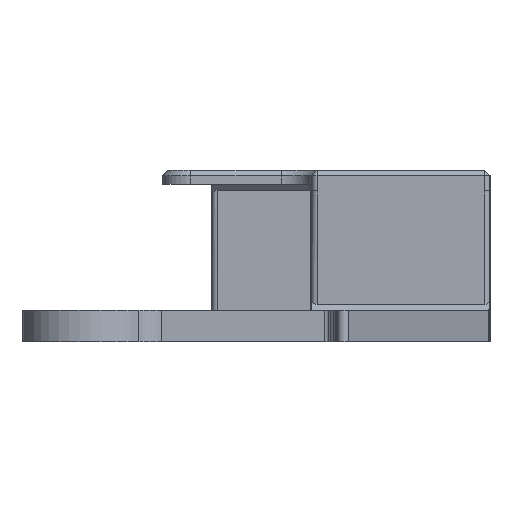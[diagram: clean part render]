
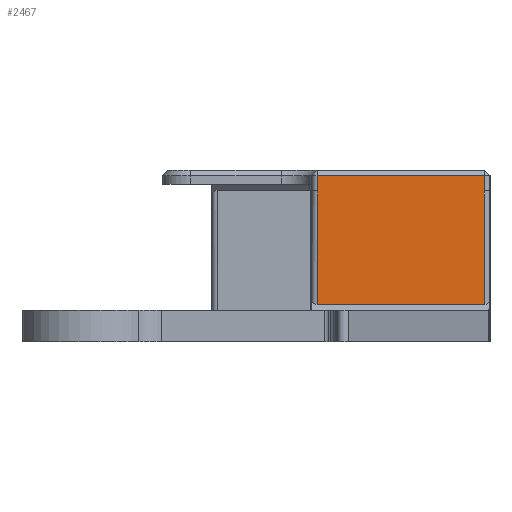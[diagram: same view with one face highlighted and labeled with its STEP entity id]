
A CAD part, left-side view. The second image highlights one B-rep face of the part: STEP entity #2467.
In plain terms, the highlighted planar face has unit normal (-1, 0, 0).
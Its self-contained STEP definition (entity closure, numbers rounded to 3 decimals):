
#100=PLANE('',#2686);
#217=FACE_OUTER_BOUND('',#354,.T.);
#354=EDGE_LOOP('',(#2109,#2110,#2111,#2112));
#591=LINE('',#4020,#855);
#606=LINE('',#4060,#870);
#607=LINE('',#4063,#871);
#608=LINE('',#4064,#872);
#855=VECTOR('',#3254,10.);
#870=VECTOR('',#3301,10.);
#871=VECTOR('',#3304,10.);
#872=VECTOR('',#3305,0.4);
#1200=VERTEX_POINT('',#4017);
#1201=VERTEX_POINT('',#4019);
#1210=VERTEX_POINT('',#4058);
#1211=VERTEX_POINT('',#4062);
#1510=EDGE_CURVE('',#1201,#1200,#591,.T.);
#1532=EDGE_CURVE('',#1200,#1210,#606,.T.);
#1533=EDGE_CURVE('',#1210,#1211,#607,.T.);
#1534=EDGE_CURVE('',#1211,#1201,#608,.T.);
#2109=ORIENTED_EDGE('',*,*,#1510,.T.);
#2110=ORIENTED_EDGE('',*,*,#1532,.T.);
#2111=ORIENTED_EDGE('',*,*,#1533,.T.);
#2112=ORIENTED_EDGE('',*,*,#1534,.T.);
#2467=ADVANCED_FACE('',(#217),#100,.F.);
#2686=AXIS2_PLACEMENT_3D('',#4061,#3302,#3303);
#3254=DIRECTION('',(0.,1.,0.));
#3301=DIRECTION('',(0.,0.,-1.));
#3302=DIRECTION('center_axis',(1.,0.,0.));
#3303=DIRECTION('ref_axis',(0.,-1.,0.));
#3304=DIRECTION('',(0.,-1.,0.));
#3305=DIRECTION('',(0.,0.,1.));
#4017=CARTESIAN_POINT('',(47.632,-129.401,9.1));
#4019=CARTESIAN_POINT('',(47.632,-141.086,9.1));
#4020=CARTESIAN_POINT('',(47.632,-114.302,9.1));
#4058=CARTESIAN_POINT('',(47.632,-129.401,0.1));
#4060=CARTESIAN_POINT('',(47.632,-129.401,7.5));
#4061=CARTESIAN_POINT('Origin',(47.632,-129.001,7.5));
#4062=CARTESIAN_POINT('',(47.632,-141.086,0.1));
#4063=CARTESIAN_POINT('',(47.632,-114.303,0.1));
#4064=CARTESIAN_POINT('',(47.632,-141.086,-2.5));
